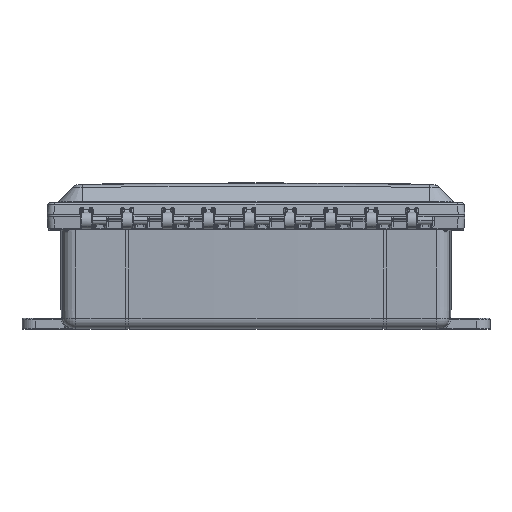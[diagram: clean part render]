
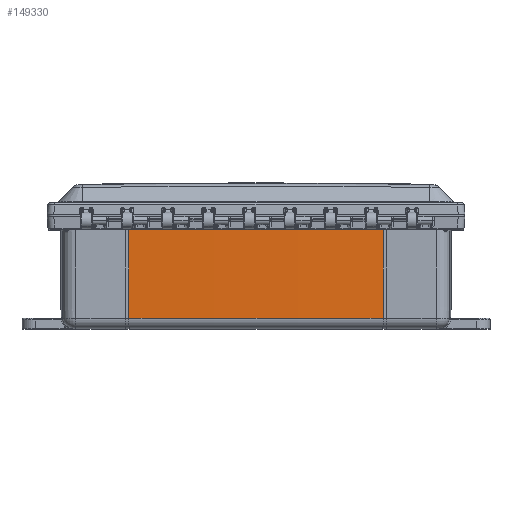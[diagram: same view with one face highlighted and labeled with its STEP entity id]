
A CAD part, top view. The second image highlights one B-rep face of the part: STEP entity #149330.
In plain terms, the highlighted conical face has half-angle 0.25 degrees and reference radius 4585.27 mm.
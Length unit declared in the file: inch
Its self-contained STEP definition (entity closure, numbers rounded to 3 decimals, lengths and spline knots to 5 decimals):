
#17793 = AXIS2_PLACEMENT_3D ( 'NONE', #82786, #46204, #116016 ) ;
#19185 = CIRCLE ( 'NONE', #48878, 180.53036 ) ;
#20710 = ORIENTED_EDGE ( 'NONE', *, *, #61569, .T. ) ;
#23215 = CARTESIAN_POINT ( 'NONE',  ( 4.68555, -0.20472, 6.14079 ) ) ;
#30379 = ORIENTED_EDGE ( 'NONE', *, *, #64370, .F. ) ;
#33116 = EDGE_CURVE ( 'NONE', #50765, #107823, #164076, .T. ) ;
#46204 = DIRECTION ( 'NONE',  ( 0., -1., 0. ) ) ;
#48878 = AXIS2_PLACEMENT_3D ( 'NONE', #226428, #155462, #86716 ) ;
#50312 = CARTESIAN_POINT ( 'NONE',  ( 4.68514, -3.7517, 6.12532 ) ) ;
#50765 = VERTEX_POINT ( 'NONE', #50312 ) ;
#55411 = VERTEX_POINT ( 'NONE', #187453 ) ;
#61569 = EDGE_CURVE ( 'NONE', #55411, #179557, #19185, .T. ) ;
#64370 = EDGE_CURVE ( 'NONE', #55411, #50765, #105686, .T. ) ;
#77973 = CARTESIAN_POINT ( 'NONE',  ( -4.68514, -3.7517, 6.12532 ) ) ;
#78642 = DIRECTION ( 'NONE',  ( 0., -1., -0.004 ) ) ;
#82786 = CARTESIAN_POINT ( 'NONE',  ( 0., -3.7517, -174.32875 ) ) ;
#86716 = DIRECTION ( 'NONE',  ( 0.026, 0., 1. ) ) ;
#105686 = LINE ( 'NONE', #23215, #134212 ) ;
#107823 = VERTEX_POINT ( 'NONE', #77973 ) ;
#113017 = CARTESIAN_POINT ( 'NONE',  ( -4.68555, -0.20472, 6.14079 ) ) ;
#116016 = DIRECTION ( 'NONE',  ( 0.026, 0., 1. ) ) ;
#127439 = DIRECTION ( 'NONE',  ( 1., 0., 0. ) ) ;
#128560 = DIRECTION ( 'NONE',  ( 0., 1., 0. ) ) ;
#133135 = EDGE_LOOP ( 'NONE', ( #196627, #30379, #20710, #214467 ) ) ;
#134212 = VECTOR ( 'NONE', #193918, 39.37008 ) ;
#134759 = VECTOR ( 'NONE', #78642, 39.37008 ) ;
#149330 = ADVANCED_FACE ( 'NONE', ( #183500 ), #164646, .T. ) ;
#155462 = DIRECTION ( 'NONE',  ( 0., -1., 0. ) ) ;
#163479 = CARTESIAN_POINT ( 'NONE',  ( -4.68555, -0.20472, 6.14079 ) ) ;
#164076 = CIRCLE ( 'NONE', #17793, 180.51488 ) ;
#164646 = CONICAL_SURFACE ( 'NONE', #175746, 180.52262, 0.004 ) ;
#167269 = EDGE_CURVE ( 'NONE', #179557, #107823, #218382, .T. ) ;
#175746 = AXIS2_PLACEMENT_3D ( 'NONE', #200698, #128560, #127439 ) ;
#179557 = VERTEX_POINT ( 'NONE', #163479 ) ;
#183500 = FACE_OUTER_BOUND ( 'NONE', #133135, .T. ) ;
#187453 = CARTESIAN_POINT ( 'NONE',  ( 4.68555, -0.20472, 6.14079 ) ) ;
#193918 = DIRECTION ( 'NONE',  ( 0., -1., -0.004 ) ) ;
#196627 = ORIENTED_EDGE ( 'NONE', *, *, #33116, .F. ) ;
#200698 = CARTESIAN_POINT ( 'NONE',  ( 0., -1.97821, -174.32875 ) ) ;
#214467 = ORIENTED_EDGE ( 'NONE', *, *, #167269, .T. ) ;
#218382 = LINE ( 'NONE', #113017, #134759 ) ;
#226428 = CARTESIAN_POINT ( 'NONE',  ( 0., -0.20472, -174.32875 ) ) ;
